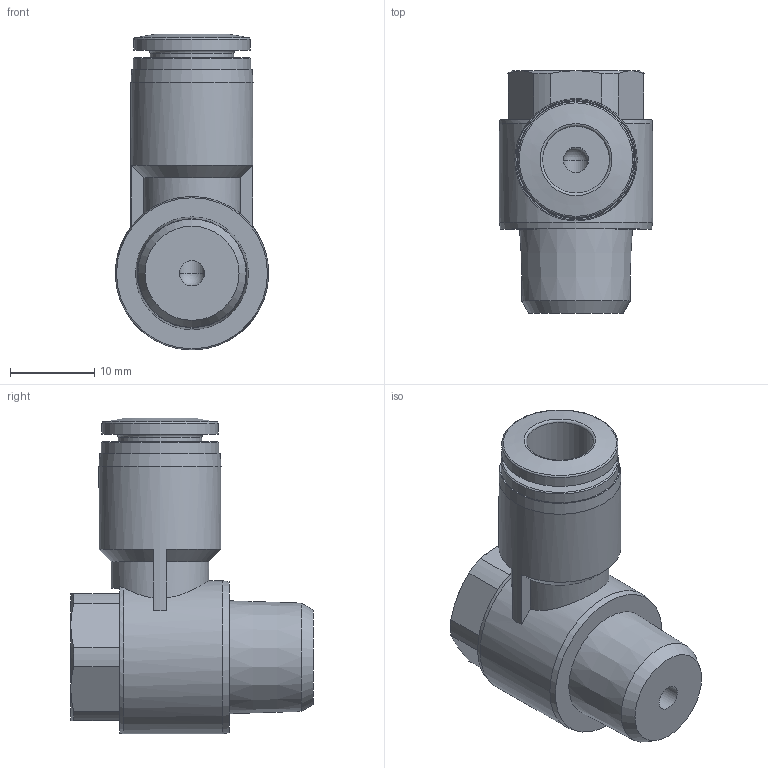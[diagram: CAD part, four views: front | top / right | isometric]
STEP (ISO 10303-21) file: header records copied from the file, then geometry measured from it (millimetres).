
FILE_DESCRIPTION(/* description */ ('STEP AP214'),/* implementation_level */ '2;1');
FILE_NAME(/* name */ '564738_QBLV-1_4-5_16-U',/* time_stamp */ '2024-09-14T03:16:46+02:00',/* author */ ('License CC BY-ND 4.0'),/* organization */ ('CADENAS'),/* preprocessor_version */ 'ST-DEVELOPER v19.3',/* originating_system */ 'PARTsolutions',/* authorisation */ ' ');
FILE_SCHEMA (('AUTOMOTIVE_DESIGN {1 0 10303 214 3 1 1}'));
Length unit declared in the file: millimetre
Products named in the file (1): 564738 QBLV-1/4-5/16-U
Bounding box: 18.2 x 28.8 x 37.5 mm (x, y, z)
Volume: 7636.7 mm3; surface area: 3715.2 mm2
Topology: 1 solids, 1 shells, 54 faces, 127 edges, 79 vertices
Faces by surface type: plane 19, cylinder 16, cone 15, torus 3, sphere 1
Full cylindrical faces by diameter (mm): 3 x2, 7.938 x1, 9.938 x1, 13.8 x1, 14 x1, 14.5 x1, 18.2 x1
Entity records: 1859 total; most frequent: CARTESIAN_POINT 311, DIRECTION 245, ORIENTED_EDGE 210, AXIS2_PLACEMENT_3D 108, EDGE_CURVE 105, EDGE_LOOP 78, FACE_BOUND 78, VERTEX_POINT 75
